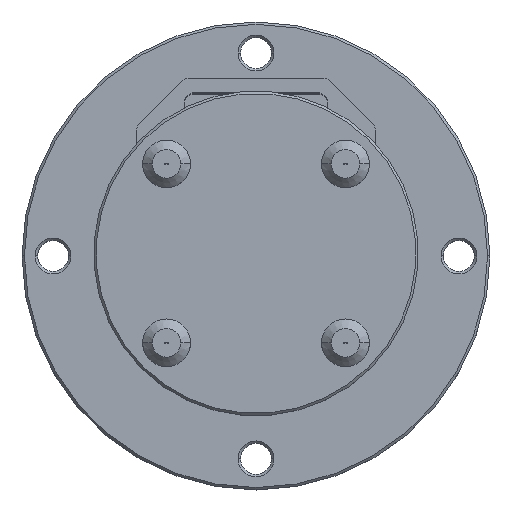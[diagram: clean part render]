
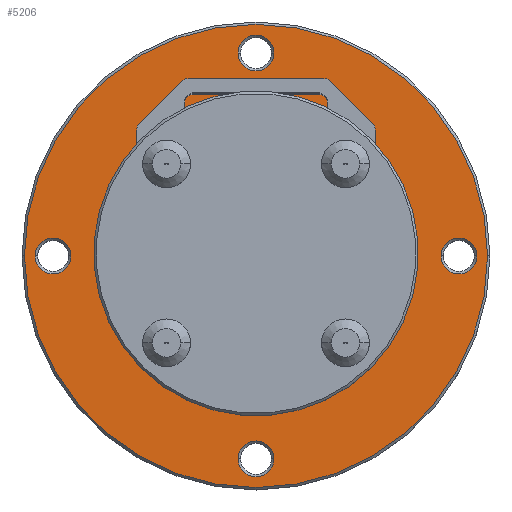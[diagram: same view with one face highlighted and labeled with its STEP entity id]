
A CAD part, top view. The second image highlights one B-rep face of the part: STEP entity #5206.
In plain terms, the highlighted planar face has unit normal (0, 0, 1).
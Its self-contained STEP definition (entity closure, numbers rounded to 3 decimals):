
#4031=PLANE('',#22425);
#4169=FACE_BOUND('',#7595,.T.);
#4170=FACE_BOUND('',#7596,.T.);
#4171=FACE_BOUND('',#7597,.T.);
#4172=FACE_BOUND('',#7598,.T.);
#4173=FACE_BOUND('',#7599,.T.);
#4174=FACE_BOUND('',#7600,.T.);
#4175=FACE_BOUND('',#7601,.T.);
#4176=FACE_BOUND('',#7602,.T.);
#4177=FACE_BOUND('',#7603,.T.);
#4178=FACE_BOUND('',#7604,.T.);
#5206=ADVANCED_FACE('',(#4169,#4170,#4171,#4172,#4173,#4174,#4175,#4176,
#4177,#4178),#4031,.T.);
#7595=EDGE_LOOP('',(#13879,#13880));
#7596=EDGE_LOOP('',(#13881,#13882));
#7597=EDGE_LOOP('',(#13883,#13884));
#7598=EDGE_LOOP('',(#13885,#13886));
#7599=EDGE_LOOP('',(#13887,#13888));
#7600=EDGE_LOOP('',(#13889,#13890));
#7601=EDGE_LOOP('',(#13891,#13892));
#7602=EDGE_LOOP('',(#13893,#13894));
#7603=EDGE_LOOP('',(#13895,#13896));
#7604=EDGE_LOOP('',(#13897,#13898));
#8136=CIRCLE('',#22399,3.75);
#8141=CIRCLE('',#22406,48.5);
#8142=CIRCLE('',#22407,48.5);
#8143=CIRCLE('',#22408,20.3);
#8144=CIRCLE('',#22409,20.3);
#8145=CIRCLE('',#22410,3.75);
#8146=CIRCLE('',#22411,3.75);
#8147=CIRCLE('',#22412,3.75);
#8148=CIRCLE('',#22413,3.75);
#8149=CIRCLE('',#22414,3.75);
#8150=CIRCLE('',#22415,3.75);
#8151=CIRCLE('',#22416,3.75);
#8152=CIRCLE('',#22417,2.8);
#8153=CIRCLE('',#22418,2.8);
#8154=CIRCLE('',#22419,2.8);
#8155=CIRCLE('',#22420,2.8);
#8156=CIRCLE('',#22421,2.8);
#8157=CIRCLE('',#22422,2.8);
#8158=CIRCLE('',#22423,2.8);
#8159=CIRCLE('',#22424,2.8);
#13879=ORIENTED_EDGE('',*,*,#18931,.T.);
#13880=ORIENTED_EDGE('',*,*,#18932,.T.);
#13881=ORIENTED_EDGE('',*,*,#18933,.F.);
#13882=ORIENTED_EDGE('',*,*,#18934,.F.);
#13883=ORIENTED_EDGE('',*,*,#18935,.T.);
#13884=ORIENTED_EDGE('',*,*,#18936,.T.);
#13885=ORIENTED_EDGE('',*,*,#18937,.T.);
#13886=ORIENTED_EDGE('',*,*,#18938,.T.);
#13887=ORIENTED_EDGE('',*,*,#18939,.T.);
#13888=ORIENTED_EDGE('',*,*,#18940,.T.);
#13889=ORIENTED_EDGE('',*,*,#18941,.T.);
#13890=ORIENTED_EDGE('',*,*,#18926,.T.);
#13891=ORIENTED_EDGE('',*,*,#18942,.T.);
#13892=ORIENTED_EDGE('',*,*,#18943,.T.);
#13893=ORIENTED_EDGE('',*,*,#18944,.T.);
#13894=ORIENTED_EDGE('',*,*,#18945,.T.);
#13895=ORIENTED_EDGE('',*,*,#18946,.T.);
#13896=ORIENTED_EDGE('',*,*,#18947,.T.);
#13897=ORIENTED_EDGE('',*,*,#18948,.T.);
#13898=ORIENTED_EDGE('',*,*,#18949,.T.);
#16018=VERTEX_POINT('',#57584);
#16019=VERTEX_POINT('',#57586);
#16024=VERTEX_POINT('',#57599);
#16025=VERTEX_POINT('',#57600);
#16026=VERTEX_POINT('',#57603);
#16027=VERTEX_POINT('',#57604);
#16028=VERTEX_POINT('',#57607);
#16029=VERTEX_POINT('',#57608);
#16030=VERTEX_POINT('',#57611);
#16031=VERTEX_POINT('',#57612);
#16032=VERTEX_POINT('',#57615);
#16033=VERTEX_POINT('',#57616);
#16034=VERTEX_POINT('',#57620);
#16035=VERTEX_POINT('',#57621);
#16036=VERTEX_POINT('',#57624);
#16037=VERTEX_POINT('',#57625);
#16038=VERTEX_POINT('',#57628);
#16039=VERTEX_POINT('',#57629);
#16040=VERTEX_POINT('',#57632);
#16041=VERTEX_POINT('',#57633);
#18926=EDGE_CURVE('',#16018,#16019,#8136,.T.);
#18931=EDGE_CURVE('',#16024,#16025,#8141,.T.);
#18932=EDGE_CURVE('',#16025,#16024,#8142,.T.);
#18933=EDGE_CURVE('',#16026,#16027,#8143,.T.);
#18934=EDGE_CURVE('',#16027,#16026,#8144,.T.);
#18935=EDGE_CURVE('',#16028,#16029,#8145,.T.);
#18936=EDGE_CURVE('',#16029,#16028,#8146,.T.);
#18937=EDGE_CURVE('',#16030,#16031,#8147,.T.);
#18938=EDGE_CURVE('',#16031,#16030,#8148,.T.);
#18939=EDGE_CURVE('',#16032,#16033,#8149,.T.);
#18940=EDGE_CURVE('',#16033,#16032,#8150,.T.);
#18941=EDGE_CURVE('',#16019,#16018,#8151,.T.);
#18942=EDGE_CURVE('',#16034,#16035,#8152,.T.);
#18943=EDGE_CURVE('',#16035,#16034,#8153,.T.);
#18944=EDGE_CURVE('',#16036,#16037,#8154,.T.);
#18945=EDGE_CURVE('',#16037,#16036,#8155,.T.);
#18946=EDGE_CURVE('',#16038,#16039,#8156,.T.);
#18947=EDGE_CURVE('',#16039,#16038,#8157,.T.);
#18948=EDGE_CURVE('',#16040,#16041,#8158,.T.);
#18949=EDGE_CURVE('',#16041,#16040,#8159,.T.);
#22399=AXIS2_PLACEMENT_3D('',#57587,#25651,#25652);
#22406=AXIS2_PLACEMENT_3D('',#57598,#25665,#25666);
#22407=AXIS2_PLACEMENT_3D('',#57601,#25667,#25668);
#22408=AXIS2_PLACEMENT_3D('',#57602,#25669,#25670);
#22409=AXIS2_PLACEMENT_3D('',#57605,#25671,#25672);
#22410=AXIS2_PLACEMENT_3D('',#57606,#25673,#25674);
#22411=AXIS2_PLACEMENT_3D('',#57609,#25675,#25676);
#22412=AXIS2_PLACEMENT_3D('',#57610,#25677,#25678);
#22413=AXIS2_PLACEMENT_3D('',#57613,#25679,#25680);
#22414=AXIS2_PLACEMENT_3D('',#57614,#25681,#25682);
#22415=AXIS2_PLACEMENT_3D('',#57617,#25683,#25684);
#22416=AXIS2_PLACEMENT_3D('',#57618,#25685,#25686);
#22417=AXIS2_PLACEMENT_3D('',#57619,#25687,#25688);
#22418=AXIS2_PLACEMENT_3D('',#57622,#25689,#25690);
#22419=AXIS2_PLACEMENT_3D('',#57623,#25691,#25692);
#22420=AXIS2_PLACEMENT_3D('',#57626,#25693,#25694);
#22421=AXIS2_PLACEMENT_3D('',#57627,#25695,#25696);
#22422=AXIS2_PLACEMENT_3D('',#57630,#25697,#25698);
#22423=AXIS2_PLACEMENT_3D('',#57631,#25699,#25700);
#22424=AXIS2_PLACEMENT_3D('',#57634,#25701,#25702);
#22425=AXIS2_PLACEMENT_3D('',#57635,#25703,#25704);
#25651=DIRECTION('',(0.,0.,-1.));
#25652=DIRECTION('',(-1.,0.,0.));
#25665=DIRECTION('',(0.,0.,1.));
#25666=DIRECTION('',(-1.,0.,0.));
#25667=DIRECTION('',(0.,0.,1.));
#25668=DIRECTION('',(1.,0.,0.));
#25669=DIRECTION('',(0.,0.,1.));
#25670=DIRECTION('',(-1.,0.,0.));
#25671=DIRECTION('',(0.,0.,1.));
#25672=DIRECTION('',(1.,0.,0.));
#25673=DIRECTION('',(0.,0.,-1.));
#25674=DIRECTION('',(1.,0.,0.));
#25675=DIRECTION('',(0.,0.,-1.));
#25676=DIRECTION('',(-1.,0.,0.));
#25677=DIRECTION('',(0.,0.,-1.));
#25678=DIRECTION('',(1.,0.,0.));
#25679=DIRECTION('',(0.,0.,-1.));
#25680=DIRECTION('',(-1.,0.,0.));
#25681=DIRECTION('',(0.,0.,-1.));
#25682=DIRECTION('',(1.,0.,0.));
#25683=DIRECTION('',(0.,0.,-1.));
#25684=DIRECTION('',(-1.,0.,0.));
#25685=DIRECTION('',(0.,0.,-1.));
#25686=DIRECTION('',(1.,0.,0.));
#25687=DIRECTION('',(0.,0.,-1.));
#25688=DIRECTION('',(1.,0.,0.));
#25689=DIRECTION('',(0.,0.,-1.));
#25690=DIRECTION('',(-1.,0.,0.));
#25691=DIRECTION('',(0.,0.,-1.));
#25692=DIRECTION('',(0.,-1.,0.));
#25693=DIRECTION('',(0.,0.,-1.));
#25694=DIRECTION('',(0.,1.,0.));
#25695=DIRECTION('',(0.,0.,-1.));
#25696=DIRECTION('',(1.,0.,0.));
#25697=DIRECTION('',(0.,0.,-1.));
#25698=DIRECTION('',(-1.,0.,0.));
#25699=DIRECTION('',(0.,0.,-1.));
#25700=DIRECTION('',(0.,1.,0.));
#25701=DIRECTION('',(0.,0.,-1.));
#25702=DIRECTION('',(0.,-1.,0.));
#25703=DIRECTION('',(0.,0.,1.));
#25704=DIRECTION('',(-1.,0.,0.));
#57584=CARTESIAN_POINT('',(-3.75,-42.5,5.));
#57586=CARTESIAN_POINT('',(3.75,-42.5,5.));
#57587=CARTESIAN_POINT('',(0.,-42.5,5.));
#57598=CARTESIAN_POINT('',(0.,0.,5.));
#57599=CARTESIAN_POINT('',(-48.5,0.,5.));
#57600=CARTESIAN_POINT('',(48.5,0.,5.));
#57601=CARTESIAN_POINT('',(0.,0.,5.));
#57602=CARTESIAN_POINT('',(0.,0.,5.));
#57603=CARTESIAN_POINT('',(-20.3,0.,5.));
#57604=CARTESIAN_POINT('',(20.3,0.,5.));
#57605=CARTESIAN_POINT('',(0.,0.,5.));
#57606=CARTESIAN_POINT('',(-42.5,0.,5.));
#57607=CARTESIAN_POINT('',(-38.75,0.,5.));
#57608=CARTESIAN_POINT('',(-46.25,0.,5.));
#57609=CARTESIAN_POINT('',(-42.5,0.,5.));
#57610=CARTESIAN_POINT('',(0.,42.5,5.));
#57611=CARTESIAN_POINT('',(3.75,42.5,5.));
#57612=CARTESIAN_POINT('',(-3.75,42.5,5.));
#57613=CARTESIAN_POINT('',(0.,42.5,5.));
#57614=CARTESIAN_POINT('',(42.5,0.,5.));
#57615=CARTESIAN_POINT('',(46.25,0.,5.));
#57616=CARTESIAN_POINT('',(38.75,0.,5.));
#57617=CARTESIAN_POINT('',(42.5,0.,5.));
#57618=CARTESIAN_POINT('',(0.,-42.5,5.));
#57619=CARTESIAN_POINT('',(-18.738,18.738,5.));
#57620=CARTESIAN_POINT('',(-15.938,18.738,5.));
#57621=CARTESIAN_POINT('',(-21.538,18.738,5.));
#57622=CARTESIAN_POINT('',(-18.738,18.738,5.));
#57623=CARTESIAN_POINT('',(18.738,18.738,5.));
#57624=CARTESIAN_POINT('',(18.738,15.938,5.));
#57625=CARTESIAN_POINT('',(18.738,21.538,5.));
#57626=CARTESIAN_POINT('',(18.738,18.738,5.));
#57627=CARTESIAN_POINT('',(18.738,-18.738,5.));
#57628=CARTESIAN_POINT('',(21.538,-18.738,5.));
#57629=CARTESIAN_POINT('',(15.938,-18.738,5.));
#57630=CARTESIAN_POINT('',(18.738,-18.738,5.));
#57631=CARTESIAN_POINT('',(-18.738,-18.738,5.));
#57632=CARTESIAN_POINT('',(-18.738,-15.938,5.));
#57633=CARTESIAN_POINT('',(-18.738,-21.538,5.));
#57634=CARTESIAN_POINT('',(-18.738,-18.738,5.));
#57635=CARTESIAN_POINT('',(0.,0.,5.));
